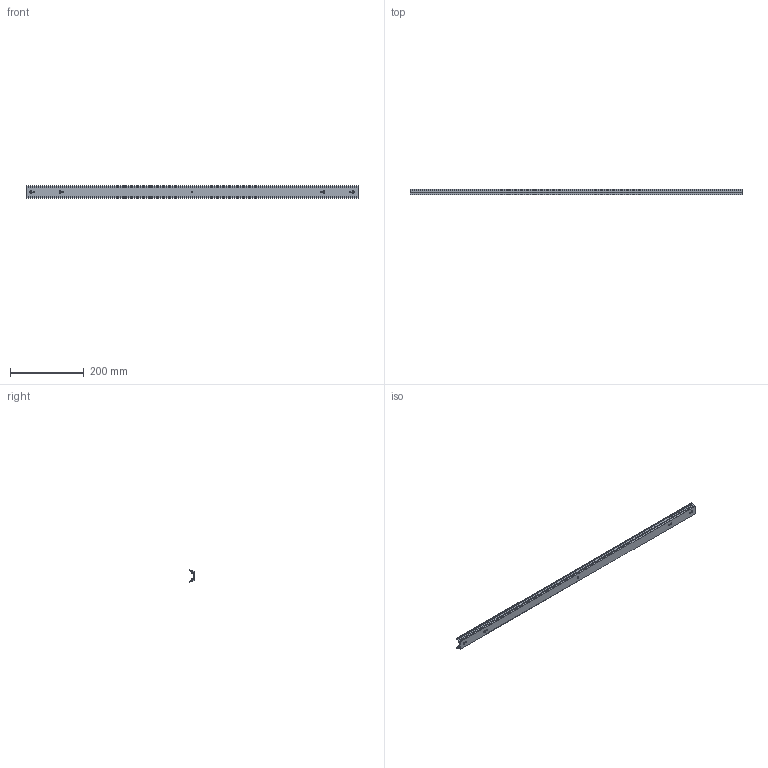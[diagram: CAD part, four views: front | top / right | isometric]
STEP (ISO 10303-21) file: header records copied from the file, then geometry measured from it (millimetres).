
FILE_DESCRIPTION (( 'STEP AP214' ), '1' );
FILE_NAME ('c_il080407-f_3d.STEP', '2019-08-23T05:28:05', ( '' ), ( '' ), 'SwSTEP 2.0', 'SolidWorks 2019', '' );
FILE_SCHEMA (( 'AUTOMOTIVE_DESIGN' ));
Length unit declared in the file: millimetre
Products named in the file (1): c_il080407-f_3d
Bounding box: 902 x 14 x 33.75 mm (x, y, z)
Volume: 111592.5 mm3; surface area: 121708 mm2
Topology: 1 solids, 1 shells, 48 faces, 138 edges, 92 vertices
Faces by surface type: plane 30, cylinder 18
Entity records: 1648 total; most frequent: CARTESIAN_POINT 279, ORIENTED_EDGE 276, DIRECTION 272, EDGE_CURVE 138, LINE 102, VECTOR 102, VERTEX_POINT 92, AXIS2_PLACEMENT_3D 85
